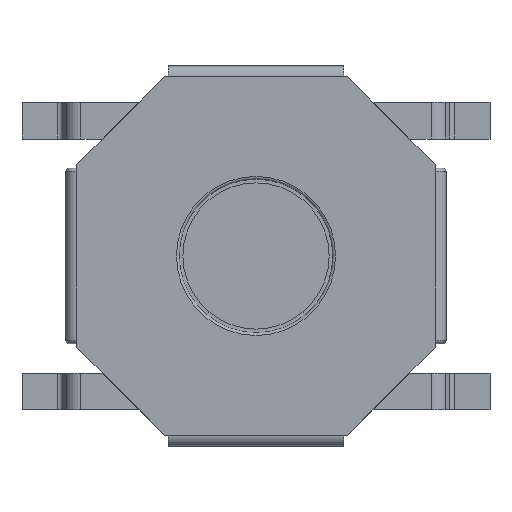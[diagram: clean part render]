
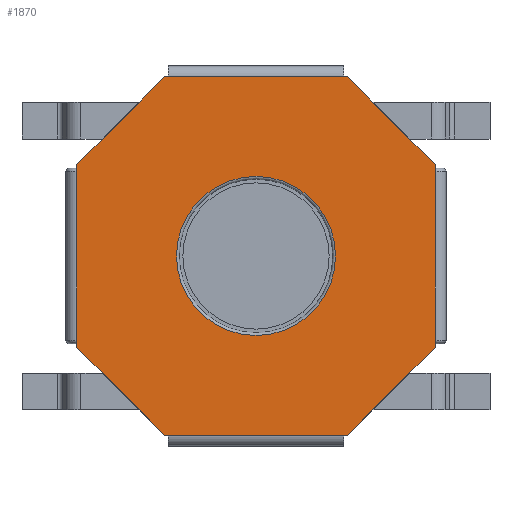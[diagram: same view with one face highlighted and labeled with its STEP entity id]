
A CAD part, top view. The second image highlights one B-rep face of the part: STEP entity #1870.
In plain terms, the highlighted planar face has unit normal (0, 0, 1).
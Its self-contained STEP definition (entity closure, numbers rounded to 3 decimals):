
#740 = VERTEX_POINT('',#741);
#741 = CARTESIAN_POINT('',(1.2,-2.45,0.8));
#747 = EDGE_CURVE('',#740,#748,#750,.T.);
#748 = VERTEX_POINT('',#749);
#749 = CARTESIAN_POINT('',(1.25,-2.45,0.8));
#750 = LINE('',#751,#752);
#751 = CARTESIAN_POINT('',(-2.45,-2.45,0.8));
#752 = VECTOR('',#753,1.);
#753 = DIRECTION('',(1.,0.,0.));
#787 = EDGE_CURVE('',#740,#788,#790,.T.);
#788 = VERTEX_POINT('',#789);
#789 = CARTESIAN_POINT('',(1.2,-2.452,0.8));
#790 = LINE('',#791,#792);
#791 = CARTESIAN_POINT('',(1.2,-2.45,0.8));
#792 = VECTOR('',#793,1.);
#793 = DIRECTION('',(0.,-1.,0.));
#845 = VERTEX_POINT('',#846);
#846 = CARTESIAN_POINT('',(-1.2,-2.45,0.8));
#852 = EDGE_CURVE('',#845,#853,#855,.T.);
#853 = VERTEX_POINT('',#854);
#854 = CARTESIAN_POINT('',(-1.2,-2.452,0.8));
#855 = LINE('',#856,#857);
#856 = CARTESIAN_POINT('',(-1.2,-2.45,0.8));
#857 = VECTOR('',#858,1.);
#858 = DIRECTION('',(0.,-1.,0.));
#877 = VERTEX_POINT('',#878);
#878 = CARTESIAN_POINT('',(-1.25,-2.45,0.8));
#884 = EDGE_CURVE('',#877,#845,#885,.T.);
#885 = LINE('',#886,#887);
#886 = CARTESIAN_POINT('',(-2.45,-2.45,0.8));
#887 = VECTOR('',#888,1.);
#888 = DIRECTION('',(1.,0.,0.));
#978 = VERTEX_POINT('',#979);
#979 = CARTESIAN_POINT('',(-2.45,-1.15,0.8));
#986 = EDGE_CURVE('',#978,#987,#989,.T.);
#987 = VERTEX_POINT('',#988);
#988 = CARTESIAN_POINT('',(-2.45,-1.25,0.8));
#989 = LINE('',#990,#991);
#990 = CARTESIAN_POINT('',(-2.45,2.45,0.8));
#991 = VECTOR('',#992,1.);
#992 = DIRECTION('',(0.,-1.,0.));
#1116 = VERTEX_POINT('',#1117);
#1117 = CARTESIAN_POINT('',(-2.45,1.25,0.8));
#1123 = EDGE_CURVE('',#1116,#1124,#1126,.T.);
#1124 = VERTEX_POINT('',#1125);
#1125 = CARTESIAN_POINT('',(-2.45,1.15,0.8));
#1126 = LINE('',#1127,#1128);
#1127 = CARTESIAN_POINT('',(-2.45,2.45,0.8));
#1128 = VECTOR('',#1129,1.);
#1129 = DIRECTION('',(0.,-1.,0.));
#1218 = VERTEX_POINT('',#1219);
#1219 = CARTESIAN_POINT('',(-1.2,2.45,0.8));
#1225 = EDGE_CURVE('',#1218,#1226,#1228,.T.);
#1226 = VERTEX_POINT('',#1227);
#1227 = CARTESIAN_POINT('',(-1.25,2.45,0.8));
#1228 = LINE('',#1229,#1230);
#1229 = CARTESIAN_POINT('',(2.45,2.45,0.8));
#1230 = VECTOR('',#1231,1.);
#1231 = DIRECTION('',(-1.,0.,0.));
#1265 = EDGE_CURVE('',#1218,#1266,#1268,.T.);
#1266 = VERTEX_POINT('',#1267);
#1267 = CARTESIAN_POINT('',(-1.2,2.452,0.8));
#1268 = LINE('',#1269,#1270);
#1269 = CARTESIAN_POINT('',(-1.2,2.45,0.8));
#1270 = VECTOR('',#1271,1.);
#1271 = DIRECTION('',(0.,1.,0.));
#1323 = VERTEX_POINT('',#1324);
#1324 = CARTESIAN_POINT('',(1.2,2.45,0.8));
#1330 = EDGE_CURVE('',#1323,#1331,#1333,.T.);
#1331 = VERTEX_POINT('',#1332);
#1332 = CARTESIAN_POINT('',(1.2,2.452,0.8));
#1333 = LINE('',#1334,#1335);
#1334 = CARTESIAN_POINT('',(1.2,2.45,0.8));
#1335 = VECTOR('',#1336,1.);
#1336 = DIRECTION('',(0.,1.,0.));
#1355 = VERTEX_POINT('',#1356);
#1356 = CARTESIAN_POINT('',(1.25,2.45,0.8));
#1362 = EDGE_CURVE('',#1355,#1323,#1363,.T.);
#1363 = LINE('',#1364,#1365);
#1364 = CARTESIAN_POINT('',(2.45,2.45,0.8));
#1365 = VECTOR('',#1366,1.);
#1366 = DIRECTION('',(-1.,0.,0.));
#1456 = VERTEX_POINT('',#1457);
#1457 = CARTESIAN_POINT('',(2.45,1.15,0.8));
#1464 = EDGE_CURVE('',#1456,#1465,#1467,.T.);
#1465 = VERTEX_POINT('',#1466);
#1466 = CARTESIAN_POINT('',(2.45,1.25,0.8));
#1467 = LINE('',#1468,#1469);
#1468 = CARTESIAN_POINT('',(2.45,-2.45,0.8));
#1469 = VECTOR('',#1470,1.);
#1470 = DIRECTION('',(0.,1.,0.));
#1594 = VERTEX_POINT('',#1595);
#1595 = CARTESIAN_POINT('',(2.45,-1.25,0.8));
#1601 = EDGE_CURVE('',#1594,#1602,#1604,.T.);
#1602 = VERTEX_POINT('',#1603);
#1603 = CARTESIAN_POINT('',(2.45,-1.15,0.8));
#1604 = LINE('',#1605,#1606);
#1605 = CARTESIAN_POINT('',(2.45,-2.45,0.8));
#1606 = VECTOR('',#1607,1.);
#1607 = DIRECTION('',(0.,1.,0.));
#1627 = EDGE_CURVE('',#1594,#748,#1628,.T.);
#1628 = LINE('',#1629,#1630);
#1629 = CARTESIAN_POINT('',(1.85,-1.85,0.8));
#1630 = VECTOR('',#1631,1.);
#1631 = DIRECTION('',(-0.707,-0.707,0.));
#1870 = ADVANCED_FACE('',(#1871,#1960),#1971,.T.);
#1871 = FACE_BOUND('',#1872,.T.);
#1872 = EDGE_LOOP('',(#1873,#1874,#1882,#1890,#1896,#1897,#1903,#1904,
#1905,#1911,#1912,#1913,#1919,#1920,#1928,#1936,#1942,#1943,#1949,
#1950,#1951,#1957,#1958,#1959));
#1873 = ORIENTED_EDGE('',*,*,#1601,.T.);
#1874 = ORIENTED_EDGE('',*,*,#1875,.F.);
#1875 = EDGE_CURVE('',#1876,#1602,#1878,.T.);
#1876 = VERTEX_POINT('',#1877);
#1877 = CARTESIAN_POINT('',(2.452,-1.15,0.8));
#1878 = LINE('',#1879,#1880);
#1879 = CARTESIAN_POINT('',(2.452,-1.15,0.8));
#1880 = VECTOR('',#1881,1.);
#1881 = DIRECTION('',(-1.,0.,0.));
#1882 = ORIENTED_EDGE('',*,*,#1883,.T.);
#1883 = EDGE_CURVE('',#1876,#1884,#1886,.T.);
#1884 = VERTEX_POINT('',#1885);
#1885 = CARTESIAN_POINT('',(2.452,1.15,0.8));
#1886 = LINE('',#1887,#1888);
#1887 = CARTESIAN_POINT('',(2.452,-1.2,0.8));
#1888 = VECTOR('',#1889,1.);
#1889 = DIRECTION('',(0.,1.,0.));
#1890 = ORIENTED_EDGE('',*,*,#1891,.T.);
#1891 = EDGE_CURVE('',#1884,#1456,#1892,.T.);
#1892 = LINE('',#1893,#1894);
#1893 = CARTESIAN_POINT('',(2.452,1.15,0.8));
#1894 = VECTOR('',#1895,1.);
#1895 = DIRECTION('',(-1.,0.,0.));
#1896 = ORIENTED_EDGE('',*,*,#1464,.T.);
#1897 = ORIENTED_EDGE('',*,*,#1898,.T.);
#1898 = EDGE_CURVE('',#1465,#1355,#1899,.T.);
#1899 = LINE('',#1900,#1901);
#1900 = CARTESIAN_POINT('',(1.85,1.85,0.8));
#1901 = VECTOR('',#1902,1.);
#1902 = DIRECTION('',(-0.707,0.707,0.));
#1903 = ORIENTED_EDGE('',*,*,#1362,.T.);
#1904 = ORIENTED_EDGE('',*,*,#1330,.T.);
#1905 = ORIENTED_EDGE('',*,*,#1906,.T.);
#1906 = EDGE_CURVE('',#1331,#1266,#1907,.T.);
#1907 = LINE('',#1908,#1909);
#1908 = CARTESIAN_POINT('',(1.2,2.452,0.8));
#1909 = VECTOR('',#1910,1.);
#1910 = DIRECTION('',(-1.,0.,0.));
#1911 = ORIENTED_EDGE('',*,*,#1265,.F.);
#1912 = ORIENTED_EDGE('',*,*,#1225,.T.);
#1913 = ORIENTED_EDGE('',*,*,#1914,.T.);
#1914 = EDGE_CURVE('',#1226,#1116,#1915,.T.);
#1915 = LINE('',#1916,#1917);
#1916 = CARTESIAN_POINT('',(-1.85,1.85,0.8));
#1917 = VECTOR('',#1918,1.);
#1918 = DIRECTION('',(-0.707,-0.707,0.));
#1919 = ORIENTED_EDGE('',*,*,#1123,.T.);
#1920 = ORIENTED_EDGE('',*,*,#1921,.F.);
#1921 = EDGE_CURVE('',#1922,#1124,#1924,.T.);
#1922 = VERTEX_POINT('',#1923);
#1923 = CARTESIAN_POINT('',(-2.452,1.15,0.8));
#1924 = LINE('',#1925,#1926);
#1925 = CARTESIAN_POINT('',(-2.452,1.15,0.8));
#1926 = VECTOR('',#1927,1.);
#1927 = DIRECTION('',(1.,0.,0.));
#1928 = ORIENTED_EDGE('',*,*,#1929,.F.);
#1929 = EDGE_CURVE('',#1930,#1922,#1932,.T.);
#1930 = VERTEX_POINT('',#1931);
#1931 = CARTESIAN_POINT('',(-2.452,-1.15,0.8));
#1932 = LINE('',#1933,#1934);
#1933 = CARTESIAN_POINT('',(-2.452,-1.2,0.8));
#1934 = VECTOR('',#1935,1.);
#1935 = DIRECTION('',(0.,1.,0.));
#1936 = ORIENTED_EDGE('',*,*,#1937,.T.);
#1937 = EDGE_CURVE('',#1930,#978,#1938,.T.);
#1938 = LINE('',#1939,#1940);
#1939 = CARTESIAN_POINT('',(-2.452,-1.15,0.8));
#1940 = VECTOR('',#1941,1.);
#1941 = DIRECTION('',(1.,0.,0.));
#1942 = ORIENTED_EDGE('',*,*,#986,.T.);
#1943 = ORIENTED_EDGE('',*,*,#1944,.T.);
#1944 = EDGE_CURVE('',#987,#877,#1945,.T.);
#1945 = LINE('',#1946,#1947);
#1946 = CARTESIAN_POINT('',(-1.85,-1.85,0.8));
#1947 = VECTOR('',#1948,1.);
#1948 = DIRECTION('',(0.707,-0.707,0.));
#1949 = ORIENTED_EDGE('',*,*,#884,.T.);
#1950 = ORIENTED_EDGE('',*,*,#852,.T.);
#1951 = ORIENTED_EDGE('',*,*,#1952,.F.);
#1952 = EDGE_CURVE('',#788,#853,#1953,.T.);
#1953 = LINE('',#1954,#1955);
#1954 = CARTESIAN_POINT('',(1.2,-2.452,0.8));
#1955 = VECTOR('',#1956,1.);
#1956 = DIRECTION('',(-1.,0.,0.));
#1957 = ORIENTED_EDGE('',*,*,#787,.F.);
#1958 = ORIENTED_EDGE('',*,*,#747,.T.);
#1959 = ORIENTED_EDGE('',*,*,#1627,.F.);
#1960 = FACE_BOUND('',#1961,.T.);
#1961 = EDGE_LOOP('',(#1962));
#1962 = ORIENTED_EDGE('',*,*,#1963,.T.);
#1963 = EDGE_CURVE('',#1964,#1964,#1966,.T.);
#1964 = VERTEX_POINT('',#1965);
#1965 = CARTESIAN_POINT('',(0.,1.088,0.8));
#1966 = CIRCLE('',#1967,1.088);
#1967 = AXIS2_PLACEMENT_3D('',#1968,#1969,#1970);
#1968 = CARTESIAN_POINT('',(0.,0.,0.8));
#1969 = DIRECTION('',(0.,0.,-1.));
#1970 = DIRECTION('',(0.,1.,0.));
#1971 = PLANE('',#1972);
#1972 = AXIS2_PLACEMENT_3D('',#1973,#1974,#1975);
#1973 = CARTESIAN_POINT('',(0.,0.,0.8
));
#1974 = DIRECTION('',(0.,0.,1.));
#1975 = DIRECTION('',(0.,1.,0.));
